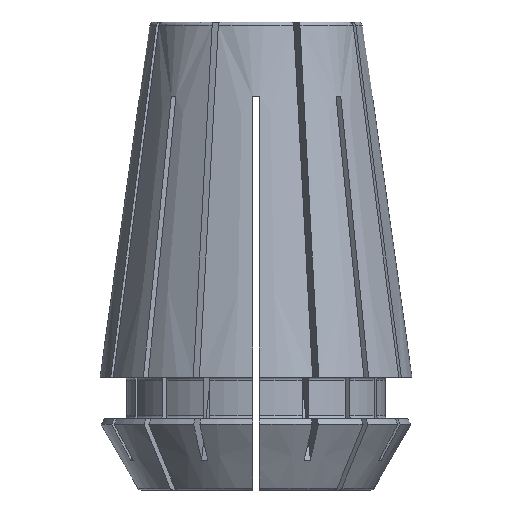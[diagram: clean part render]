
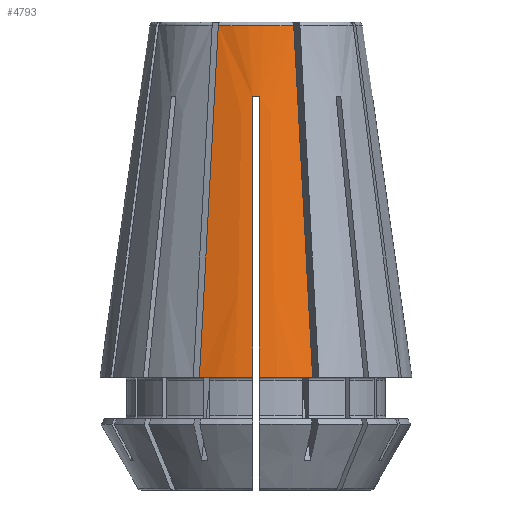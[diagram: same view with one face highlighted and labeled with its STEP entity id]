
A CAD part, front view. The second image highlights one B-rep face of the part: STEP entity #4793.
In plain terms, the highlighted conical face has half-angle 8 degrees and reference radius 10.5 mm.
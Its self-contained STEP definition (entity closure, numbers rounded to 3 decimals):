
#76=CONICAL_SURFACE('',#5181,10.5,0.14);
#867=CIRCLE('',#5182,10.5);
#868=CIRCLE('',#5183,7.177);
#869=CIRCLE('',#5184,10.5);
#870=CIRCLE('',#5185,7.844);
#1332=ORIENTED_EDGE('',*,*,#2865,.T.);
#1333=ORIENTED_EDGE('',*,*,#2866,.T.);
#1334=ORIENTED_EDGE('',*,*,#2867,.F.);
#1335=ORIENTED_EDGE('',*,*,#2868,.F.);
#1336=ORIENTED_EDGE('',*,*,#2869,.T.);
#1337=ORIENTED_EDGE('',*,*,#2870,.F.);
#1338=ORIENTED_EDGE('',*,*,#2871,.F.);
#1339=ORIENTED_EDGE('',*,*,#2872,.T.);
#2865=EDGE_CURVE('',#3614,#3615,#867,.T.);
#2866=EDGE_CURVE('',#3615,#3616,#4010,.T.);
#2867=EDGE_CURVE('',#3617,#3616,#868,.T.);
#2868=EDGE_CURVE('',#3618,#3617,#4011,.T.);
#2869=EDGE_CURVE('',#3618,#3619,#869,.T.);
#2870=EDGE_CURVE('',#3620,#3619,#4012,.T.);
#2871=EDGE_CURVE('',#3621,#3620,#870,.T.);
#2872=EDGE_CURVE('',#3621,#3614,#4013,.T.);
#3614=VERTEX_POINT('',#7796);
#3615=VERTEX_POINT('',#7797);
#3616=VERTEX_POINT('',#7805);
#3617=VERTEX_POINT('',#7807);
#3618=VERTEX_POINT('',#7815);
#3619=VERTEX_POINT('',#7817);
#3620=VERTEX_POINT('',#7828);
#3621=VERTEX_POINT('',#7830);
#4010=B_SPLINE_CURVE_WITH_KNOTS('',3,(#7798,#7799,#7800,#7801,#7802,#7803,
#7804),.UNSPECIFIED.,.F.,.F.,(4,3,4),(0.,0.018,
0.024),.UNSPECIFIED.);
#4011=B_SPLINE_CURVE_WITH_KNOTS('',3,(#7808,#7809,#7810,#7811,#7812,#7813,
#7814),.UNSPECIFIED.,.F.,.F.,(4,3,4),(0.,0.018,
0.024),.UNSPECIFIED.);
#4012=B_SPLINE_CURVE_WITH_KNOTS('',3,(#7818,#7819,#7820,#7821,#7822,#7823,
#7824,#7825,#7826,#7827),.UNSPECIFIED.,.F.,.F.,(4,3,3,4),(0.012,
0.014,0.029,0.031),.UNSPECIFIED.);
#4013=B_SPLINE_CURVE_WITH_KNOTS('',3,(#7831,#7832,#7833,#7834,#7835,#7836,
#7837,#7838,#7839,#7840),.UNSPECIFIED.,.F.,.F.,(4,3,3,4),(0.012,
0.014,0.029,0.031),.UNSPECIFIED.);
#4193=EDGE_LOOP('',(#1332,#1333,#1334,#1335,#1336,#1337,#1338,#1339));
#4457=FACE_BOUND('',#4193,.T.);
#4793=ADVANCED_FACE('',(#4457),#76,.T.);
#5181=AXIS2_PLACEMENT_3D('',#7794,#5955,#5956);
#5182=AXIS2_PLACEMENT_3D('',#7795,#5957,#5958);
#5183=AXIS2_PLACEMENT_3D('',#7806,#5959,#5960);
#5184=AXIS2_PLACEMENT_3D('',#7816,#5961,#5962);
#5185=AXIS2_PLACEMENT_3D('',#7829,#5963,#5964);
#5955=DIRECTION('',(0.,0.,-1.));
#5956=DIRECTION('',(-1.,0.,0.));
#5957=DIRECTION('',(0.,0.,1.));
#5958=DIRECTION('',(1.,0.,0.));
#5959=DIRECTION('',(0.,0.,1.));
#5960=DIRECTION('',(1.,0.,0.));
#5961=DIRECTION('',(0.,0.,1.));
#5962=DIRECTION('',(1.,0.,0.));
#5963=DIRECTION('',(0.,0.,-1.));
#5964=DIRECTION('',(-1.,0.,0.));
#7794=CARTESIAN_POINT('',(0.,0.,7.6));
#7795=CARTESIAN_POINT('',(0.,0.,7.6));
#7796=CARTESIAN_POINT('',(0.225,-10.498,7.6));
#7797=CARTESIAN_POINT('',(3.809,-9.785,7.6));
#7798=CARTESIAN_POINT('',(3.809,-9.785,7.6));
#7799=CARTESIAN_POINT('',(3.482,-8.994,13.685));
#7800=CARTESIAN_POINT('',(3.155,-8.204,19.77));
#7801=CARTESIAN_POINT('',(2.827,-7.414,25.855));
#7802=CARTESIAN_POINT('',(2.731,-7.18,27.65));
#7803=CARTESIAN_POINT('',(2.634,-6.947,29.446));
#7804=CARTESIAN_POINT('',(2.537,-6.714,31.242));
#7805=CARTESIAN_POINT('',(2.537,-6.714,31.242));
#7806=CARTESIAN_POINT('',(0.,0.,31.242));
#7807=CARTESIAN_POINT('',(-2.537,-6.714,31.242));
#7808=CARTESIAN_POINT('',(-3.809,-9.785,7.6));
#7809=CARTESIAN_POINT('',(-3.482,-8.994,13.685));
#7810=CARTESIAN_POINT('',(-3.155,-8.204,19.77));
#7811=CARTESIAN_POINT('',(-2.827,-7.414,25.855));
#7812=CARTESIAN_POINT('',(-2.731,-7.18,27.65));
#7813=CARTESIAN_POINT('',(-2.634,-6.947,29.446));
#7814=CARTESIAN_POINT('',(-2.537,-6.714,31.242));
#7815=CARTESIAN_POINT('',(-3.809,-9.785,7.6));
#7816=CARTESIAN_POINT('',(0.,0.,7.6));
#7817=CARTESIAN_POINT('',(-0.225,-10.498,7.6));
#7818=CARTESIAN_POINT('',(-0.225,-7.841,26.5));
#7819=CARTESIAN_POINT('',(-0.225,-7.948,25.735));
#7820=CARTESIAN_POINT('',(-0.225,-8.056,24.97));
#7821=CARTESIAN_POINT('',(-0.225,-8.163,24.204));
#7822=CARTESIAN_POINT('',(-0.225,-8.829,19.472));
#7823=CARTESIAN_POINT('',(-0.225,-9.494,14.739));
#7824=CARTESIAN_POINT('',(-0.225,-10.159,10.007));
#7825=CARTESIAN_POINT('',(-0.225,-10.272,9.204));
#7826=CARTESIAN_POINT('',(-0.225,-10.385,8.402));
#7827=CARTESIAN_POINT('',(-0.225,-10.498,7.6));
#7828=CARTESIAN_POINT('',(-0.225,-7.841,26.5));
#7829=CARTESIAN_POINT('',(0.,0.,26.5));
#7830=CARTESIAN_POINT('',(0.225,-7.841,26.5));
#7831=CARTESIAN_POINT('',(0.225,-7.841,26.5));
#7832=CARTESIAN_POINT('',(0.225,-7.948,25.735));
#7833=CARTESIAN_POINT('',(0.225,-8.056,24.97));
#7834=CARTESIAN_POINT('',(0.225,-8.163,24.204));
#7835=CARTESIAN_POINT('',(0.225,-8.829,19.472));
#7836=CARTESIAN_POINT('',(0.225,-9.494,14.739));
#7837=CARTESIAN_POINT('',(0.225,-10.159,10.007));
#7838=CARTESIAN_POINT('',(0.225,-10.272,9.204));
#7839=CARTESIAN_POINT('',(0.225,-10.385,8.402));
#7840=CARTESIAN_POINT('',(0.225,-10.498,7.6));
